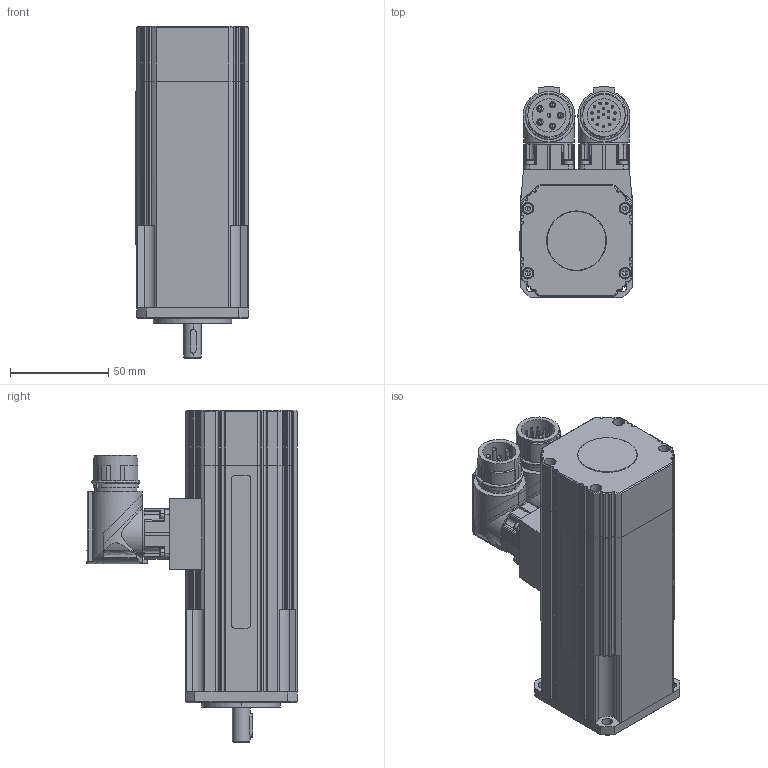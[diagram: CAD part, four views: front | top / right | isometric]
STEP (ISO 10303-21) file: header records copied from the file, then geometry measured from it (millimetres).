
FILE_DESCRIPTION((''),'2;1');
FILE_NAME('FP-105 + Resolver + Fre.stp','2013-04-15T07:56:09',('arodrigo'),(''),'Autodesk Inventor 9','Autodesk Inventor 9','');
FILE_SCHEMA(('AUTOMOTIVE_DESIGN { 1 0 10303 214 1 1 1 1 }'));
Length unit declared in the file: millimetre
Products named in the file (1): Pieza1
Bounding box: 57.5 x 107.15 x 169.25 mm (x, y, z)
Volume: 530520.6 mm3; surface area: 70317.4 mm2
Topology: 1 solids, 24 shells, 1461 faces, 3807 edges, 2364 vertices
Faces by surface type: cylinder 644, plane 503, cone 118, bspline 98, torus 52, sphere 46
Entity records: 45774 total; most frequent: CARTESIAN_POINT 10400, DIRECTION 7647, ORIENTED_EDGE 7350, EDGE_CURVE 3675, AXIS2_PLACEMENT_3D 2977, VERTEX_POINT 2364, VECTOR 1693, LINE 1693
